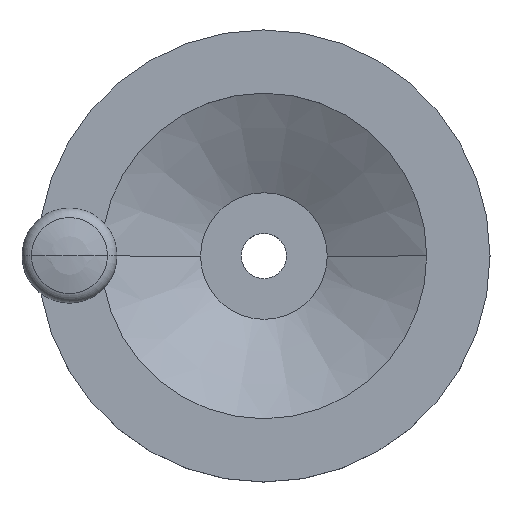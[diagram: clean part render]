
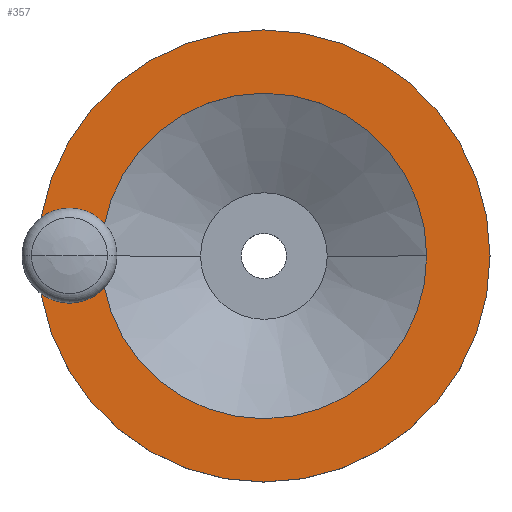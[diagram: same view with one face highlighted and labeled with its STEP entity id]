
A CAD part, top view. The second image highlights one B-rep face of the part: STEP entity #357.
In plain terms, the highlighted planar face has unit normal (0, 0, 1).
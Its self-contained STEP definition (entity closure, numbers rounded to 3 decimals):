
#165=EDGE_CURVE('',#377,#241,#459,.T.);
#183=EDGE_CURVE('',#241,#377,#479,.T.);
#229=EDGE_CURVE('',#289,#263,#534,.T.);
#241=VERTEX_POINT('',#547);
#257=EDGE_CURVE('',#263,#289,#566,.T.);
#263=VERTEX_POINT('',#574);
#267=EDGE_CURVE('',#293,#281,#578,.T.);
#281=VERTEX_POINT('',#594);
#289=VERTEX_POINT('',#603);
#293=VERTEX_POINT('',#607);
#327=EDGE_CURVE('',#281,#293,#646,.T.);
#357=ADVANCED_FACE('',(#678,#679,#680),#681,.T.);
#377=VERTEX_POINT('',#703);
#459=CIRCLE('',#785,36.0);
#479=CIRCLE('',#811,36.0);
#534=CIRCLE('',#884,5.0);
#547=CARTESIAN_POINT('',(36.,0.,30.0));
#566=CIRCLE('',#924,5.0);
#574=CARTESIAN_POINT('',(-38.0,0.,30.0));
#578=CIRCLE('',#937,50.0);
#594=CARTESIAN_POINT('',(50.,0.,30.0));
#603=CARTESIAN_POINT('',(-48.0,0.,30.0));
#607=CARTESIAN_POINT('',(-50.0,0.,30.0));
#646=CIRCLE('',#1023,50.0);
#678=FACE_BOUND('',#1063,.T.);
#679=FACE_OUTER_BOUND('',#1064,.T.);
#680=FACE_BOUND('',#1065,.T.);
#681=PLANE('',#1066);
#703=CARTESIAN_POINT('',(-36.0,0.,30.0));
#785=AXIS2_PLACEMENT_3D('',#1185,#1186,#1187);
#811=AXIS2_PLACEMENT_3D('',#1219,#1220,#1221);
#884=AXIS2_PLACEMENT_3D('',#1299,#1300,#1301);
#924=AXIS2_PLACEMENT_3D('',#1342,#1343,#1344);
#937=AXIS2_PLACEMENT_3D('',#1361,#1362,#1363);
#1023=AXIS2_PLACEMENT_3D('',#1455,#1456,#1457);
#1063=EDGE_LOOP('',(#1493,#1494));
#1064=EDGE_LOOP('',(#1495,#1496));
#1065=EDGE_LOOP('',(#1497,#1498));
#1066=AXIS2_PLACEMENT_3D('',#1499,#1500,#1501);
#1185=CARTESIAN_POINT('',(0.,0.,30.0));
#1186=DIRECTION('',(-0.0,0.0,-1.0));
#1187=DIRECTION('',(-1.0,0.,0.0));
#1219=CARTESIAN_POINT('',(0.,0.,30.0));
#1220=DIRECTION('',(-0.0,0.0,-1.0));
#1221=DIRECTION('',(-1.0,0.,0.0));
#1299=CARTESIAN_POINT('',(-43.0,0.,30.0));
#1300=DIRECTION('',(-0.0,0.0,-1.0));
#1301=DIRECTION('',(-1.0,0.,0.0));
#1342=CARTESIAN_POINT('',(-43.0,0.,30.0));
#1343=DIRECTION('',(-0.0,0.0,-1.0));
#1344=DIRECTION('',(-1.0,0.,0.0));
#1361=CARTESIAN_POINT('',(0.,0.,30.0));
#1362=DIRECTION('',(-0.0,0.0,-1.0));
#1363=DIRECTION('',(-1.0,0.,0.0));
#1455=CARTESIAN_POINT('',(0.,0.,30.0));
#1456=DIRECTION('',(-0.0,0.0,-1.0));
#1457=DIRECTION('',(-1.0,0.,0.0));
#1493=ORIENTED_EDGE('',*,*,#229,.T.);
#1494=ORIENTED_EDGE('',*,*,#257,.T.);
#1495=ORIENTED_EDGE('',*,*,#267,.F.);
#1496=ORIENTED_EDGE('',*,*,#327,.F.);
#1497=ORIENTED_EDGE('',*,*,#165,.T.);
#1498=ORIENTED_EDGE('',*,*,#183,.T.);
#1499=CARTESIAN_POINT('',(-43.0,0.,30.0));
#1500=DIRECTION('',(0.0,0.0,1.0));
#1501=DIRECTION('',(-1.0,0.,0.0));
